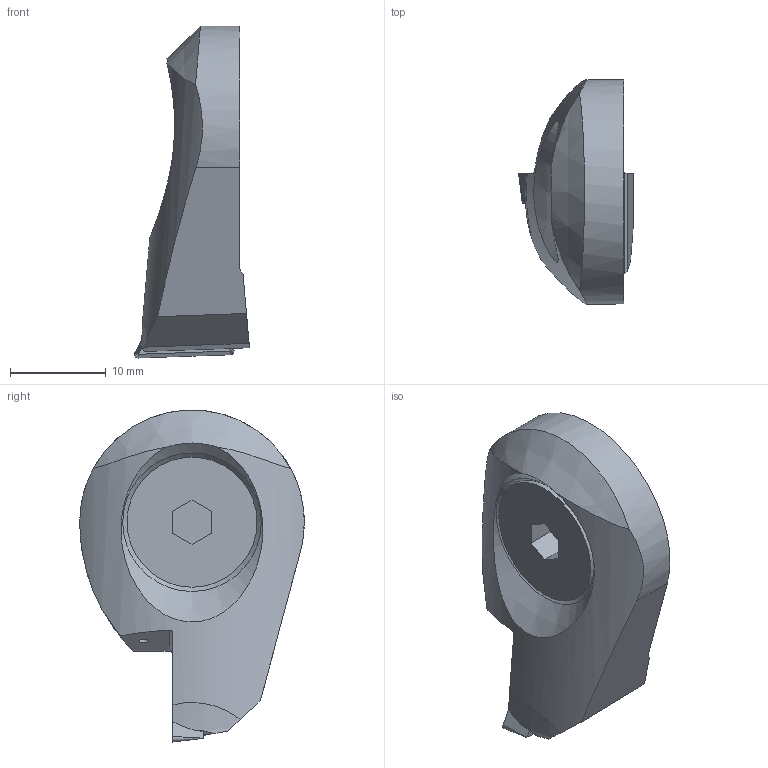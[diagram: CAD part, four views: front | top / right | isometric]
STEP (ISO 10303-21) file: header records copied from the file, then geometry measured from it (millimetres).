
FILE_DESCRIPTION(/* description */ (''),/* implementation_level */ '2;1');
FILE_NAME(/* name */ '1551874408855.stp',/* time_stamp */ '2019-03-06T13:13:46+01:00',/* author */ (''),/* organization */ ('SMS'),/* preprocessor_version */ 'ST-DEVELOPER v15',/* originating_system */ 'SIEMENS PLM Software NX 8.5',/* authorisation */ '');
FILE_SCHEMA (('AUTOMOTIVE_DESIGN { 1 0 10303 214 3 1 1 1 }'));
Length unit declared in the file: millimetre
Products named in the file (4): IsoTurningInsert; 202218425mod000_00; ASSEMBLY_CONSTRUCTION; 111169240mod000_01
Assembly tree (3 placements, depth 2):
  111169240mod000_01
    ASSEMBLY_CONSTRUCTION
    202218425mod000_00
    IsoTurningInsert
Bounding box: 12.03 x 23.5 x 34.74 mm (x, y, z)
Volume: 4068.3 mm3; surface area: 2158.1 mm2
Topology: 2 solids, 2 shells, 55 faces, 144 edges, 100 vertices
Faces by surface type: plane 28, cylinder 13, cone 9, torus 4, bspline 1
Full cylindrical faces by diameter (mm): 1 x1, 2.8 x2, 13.6 x1
Entity records: 1843 total; most frequent: CARTESIAN_POINT 427, DIRECTION 272, ORIENTED_EDGE 240, EDGE_CURVE 120, AXIS2_PLACEMENT_3D 103, VERTEX_POINT 85, EDGE_LOOP 72, LINE 66
